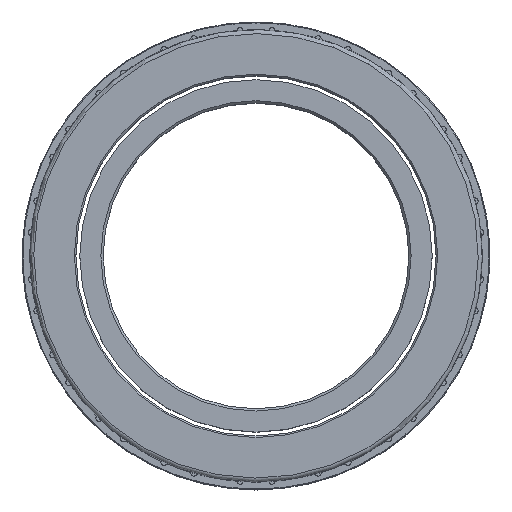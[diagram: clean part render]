
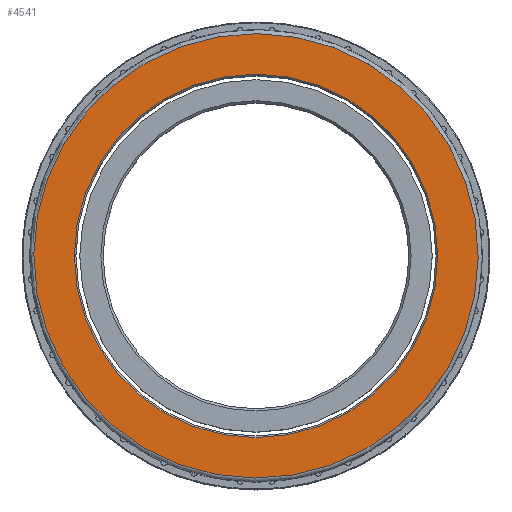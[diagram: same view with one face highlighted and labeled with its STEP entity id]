
A CAD part, top view. The second image highlights one B-rep face of the part: STEP entity #4541.
In plain terms, the highlighted planar face has unit normal (0, 0, 1).
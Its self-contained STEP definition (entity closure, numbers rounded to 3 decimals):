
#150=FACE_BOUND('',#692,.T.);
#158=PLANE('',#5218);
#385=FACE_OUTER_BOUND('',#691,.T.);
#691=EDGE_LOOP('',(#3663));
#692=EDGE_LOOP('',(#3664));
#1463=CIRCLE('',#5217,23.3);
#1464=CIRCLE('',#5219,28.5);
#1982=VERTEX_POINT('',#8880);
#1983=VERTEX_POINT('',#8884);
#2579=EDGE_CURVE('',#1982,#1982,#1463,.T.);
#2580=EDGE_CURVE('',#1983,#1983,#1464,.T.);
#3663=ORIENTED_EDGE('',*,*,#2580,.T.);
#3664=ORIENTED_EDGE('',*,*,#2579,.T.);
#4541=ADVANCED_FACE('',(#385,#150),#158,.T.);
#5217=AXIS2_PLACEMENT_3D('',#8882,#6517,#6518);
#5218=AXIS2_PLACEMENT_3D('',#8883,#6519,#6520);
#5219=AXIS2_PLACEMENT_3D('',#8885,#6521,#6522);
#6517=DIRECTION('center_axis',(0.,0.,-1.));
#6518=DIRECTION('ref_axis',(0.643,-0.766,0.));
#6519=DIRECTION('center_axis',(0.,0.,1.));
#6520=DIRECTION('ref_axis',(-0.643,0.766,0.));
#6521=DIRECTION('center_axis',(0.,0.,1.));
#6522=DIRECTION('ref_axis',(-0.643,0.766,0.));
#8880=CARTESIAN_POINT('',(0.,23.3,15.7));
#8882=CARTESIAN_POINT('Origin',(0.,0.,15.7));
#8883=CARTESIAN_POINT('Origin',(0.,0.,15.7));
#8884=CARTESIAN_POINT('',(18.185,-21.944,15.7));
#8885=CARTESIAN_POINT('Origin',(0.,0.,15.7));
